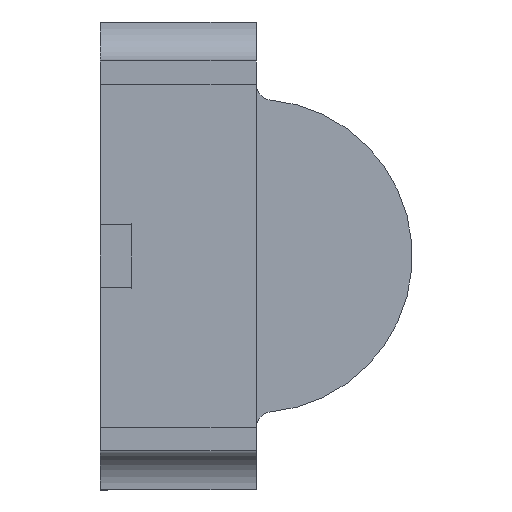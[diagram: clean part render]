
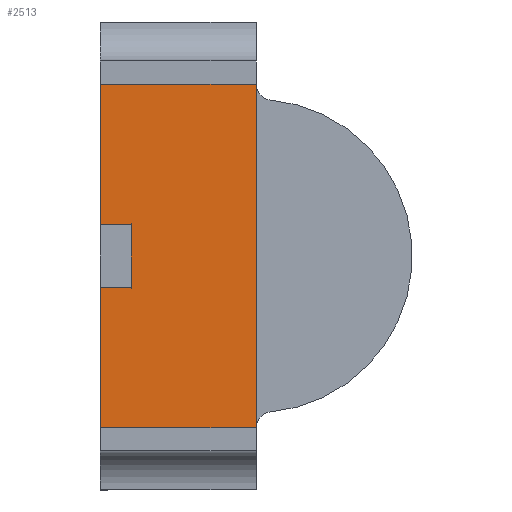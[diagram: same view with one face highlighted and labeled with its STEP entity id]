
A CAD part, front view. The second image highlights one B-rep face of the part: STEP entity #2513.
In plain terms, the highlighted planar face has unit normal (0, -1, 0).
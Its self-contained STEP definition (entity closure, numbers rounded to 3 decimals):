
#35 = CARTESIAN_POINT ( 'NONE',  ( -0.8, 0., 1.1 ) ) ;
#111 = VERTEX_POINT ( 'NONE', #3051 ) ;
#145 = ORIENTED_EDGE ( 'NONE', *, *, #1331, .T. ) ;
#153 = ORIENTED_EDGE ( 'NONE', *, *, #3146, .F. ) ;
#228 = VECTOR ( 'NONE', #1623, 1000. ) ;
#285 = ORIENTED_EDGE ( 'NONE', *, *, #1486, .F. ) ;
#298 = VECTOR ( 'NONE', #2556, 1000. ) ;
#309 = DIRECTION ( 'NONE',  ( 0., 0., 1. ) ) ;
#393 = LINE ( 'NONE', #746, #298 ) ;
#408 = VERTEX_POINT ( 'NONE', #1352 ) ;
#409 = DIRECTION ( 'NONE',  ( 0., 0., -1. ) ) ;
#429 = CARTESIAN_POINT ( 'NONE',  ( 0., 0., 0. ) ) ;
#608 = VERTEX_POINT ( 'NONE', #3348 ) ;
#616 = VECTOR ( 'NONE', #409, 1000. ) ;
#663 = PLANE ( 'NONE',  #1700 ) ;
#726 = VERTEX_POINT ( 'NONE', #2575 ) ;
#746 = CARTESIAN_POINT ( 'NONE',  ( 0., 0., 1.1 ) ) ;
#823 = DIRECTION ( 'NONE',  ( -1., 0., 0. ) ) ;
#833 = EDGE_LOOP ( 'NONE', ( #285, #2291, #2791, #970, #1400, #1875, #2544, #2691, #153, #145 ) ) ;
#853 = LINE ( 'NONE', #1630, #2919 ) ;
#854 = CARTESIAN_POINT ( 'NONE',  ( 0., 0., 1.1 ) ) ;
#938 = DIRECTION ( 'NONE',  ( 0., 1., 0. ) ) ;
#940 = VERTEX_POINT ( 'NONE', #2597 ) ;
#970 = ORIENTED_EDGE ( 'NONE', *, *, #2903, .F. ) ;
#994 = LINE ( 'NONE', #2318, #2996 ) ;
#1121 = VECTOR ( 'NONE', #2969, 1000. ) ;
#1133 = CARTESIAN_POINT ( 'NONE',  ( -1., 0., 1.1 ) ) ;
#1137 = CARTESIAN_POINT ( 'NONE',  ( 0., 0., 0.2 ) ) ;
#1199 = DIRECTION ( 'NONE',  ( 1., 0., 0. ) ) ;
#1283 = DIRECTION ( 'NONE',  ( -1., 0., 0. ) ) ;
#1318 = CARTESIAN_POINT ( 'NONE',  ( -1., 0., -1.1 ) ) ;
#1320 = LINE ( 'NONE', #429, #616 ) ;
#1326 = DIRECTION ( 'NONE',  ( 1., 0., 0. ) ) ;
#1331 = EDGE_CURVE ( 'NONE', #3148, #726, #2484, .T. ) ;
#1352 = CARTESIAN_POINT ( 'NONE',  ( -1., 0., -1.1 ) ) ;
#1400 = ORIENTED_EDGE ( 'NONE', *, *, #2735, .F. ) ;
#1452 = CARTESIAN_POINT ( 'NONE',  ( 0., 0., -0.2 ) ) ;
#1486 = EDGE_CURVE ( 'NONE', #3258, #726, #2768, .T. ) ;
#1500 = EDGE_CURVE ( 'NONE', #111, #608, #1320, .T. ) ;
#1623 = DIRECTION ( 'NONE',  ( 0., 0., 1. ) ) ;
#1630 = CARTESIAN_POINT ( 'NONE',  ( -1., 0., 0. ) ) ;
#1641 = LINE ( 'NONE', #2133, #228 ) ;
#1681 = VECTOR ( 'NONE', #1199, 1000. ) ;
#1700 = AXIS2_PLACEMENT_3D ( 'NONE', #2483, #938, #2743 ) ;
#1736 = EDGE_CURVE ( 'NONE', #2938, #608, #2481, .T. ) ;
#1807 = VECTOR ( 'NONE', #1326, 1000. ) ;
#1875 = ORIENTED_EDGE ( 'NONE', *, *, #1736, .T. ) ;
#2037 = LINE ( 'NONE', #854, #2792 ) ;
#2073 = VERTEX_POINT ( 'NONE', #3079 ) ;
#2133 = CARTESIAN_POINT ( 'NONE',  ( -0.8, 0., 0. ) ) ;
#2169 = VECTOR ( 'NONE', #823, 1000. ) ;
#2276 = LINE ( 'NONE', #1452, #1681 ) ;
#2291 = ORIENTED_EDGE ( 'NONE', *, *, #2880, .F. ) ;
#2318 = CARTESIAN_POINT ( 'NONE',  ( 0., 0., -1.1 ) ) ;
#2454 = CARTESIAN_POINT ( 'NONE',  ( -0.8, 0., 0.2 ) ) ;
#2481 = LINE ( 'NONE', #1318, #1807 ) ;
#2483 = CARTESIAN_POINT ( 'NONE',  ( 0., 0., 0. ) ) ;
#2484 = LINE ( 'NONE', #2914, #1121 ) ;
#2505 = EDGE_CURVE ( 'NONE', #940, #2073, #2276, .T. ) ;
#2513 = ADVANCED_FACE ( 'NONE', ( #2869 ), #663, .F. ) ;
#2544 = ORIENTED_EDGE ( 'NONE', *, *, #1500, .F. ) ;
#2556 = DIRECTION ( 'NONE',  ( 1., 0., 0. ) ) ;
#2575 = CARTESIAN_POINT ( 'NONE',  ( -1., 0., 0.2 ) ) ;
#2597 = CARTESIAN_POINT ( 'NONE',  ( -1., 0., -0.2 ) ) ;
#2691 = ORIENTED_EDGE ( 'NONE', *, *, #2711, .F. ) ;
#2711 = EDGE_CURVE ( 'NONE', #2867, #111, #393, .T. ) ;
#2735 = EDGE_CURVE ( 'NONE', #2938, #408, #994, .T. ) ;
#2743 = DIRECTION ( 'NONE',  ( 0., 0., 1. ) ) ;
#2768 = LINE ( 'NONE', #1137, #2169 ) ;
#2791 = ORIENTED_EDGE ( 'NONE', *, *, #2505, .F. ) ;
#2792 = VECTOR ( 'NONE', #2927, 1000. ) ;
#2867 = VERTEX_POINT ( 'NONE', #35 ) ;
#2869 = FACE_OUTER_BOUND ( 'NONE', #833, .T. ) ;
#2880 = EDGE_CURVE ( 'NONE', #2073, #3258, #1641, .T. ) ;
#2903 = EDGE_CURVE ( 'NONE', #408, #940, #853, .T. ) ;
#2914 = CARTESIAN_POINT ( 'NONE',  ( -1., 0., 0. ) ) ;
#2919 = VECTOR ( 'NONE', #309, 1000. ) ;
#2927 = DIRECTION ( 'NONE',  ( 1., 0., 0. ) ) ;
#2938 = VERTEX_POINT ( 'NONE', #3167 ) ;
#2969 = DIRECTION ( 'NONE',  ( 0., 0., -1. ) ) ;
#2996 = VECTOR ( 'NONE', #1283, 1000. ) ;
#3051 = CARTESIAN_POINT ( 'NONE',  ( 0., 0., 1.1 ) ) ;
#3079 = CARTESIAN_POINT ( 'NONE',  ( -0.8, 0., -0.2 ) ) ;
#3146 = EDGE_CURVE ( 'NONE', #3148, #2867, #2037, .T. ) ;
#3148 = VERTEX_POINT ( 'NONE', #1133 ) ;
#3167 = CARTESIAN_POINT ( 'NONE',  ( -0.8, 0., -1.1 ) ) ;
#3258 = VERTEX_POINT ( 'NONE', #2454 ) ;
#3348 = CARTESIAN_POINT ( 'NONE',  ( 0., 0., -1.1 ) ) ;
